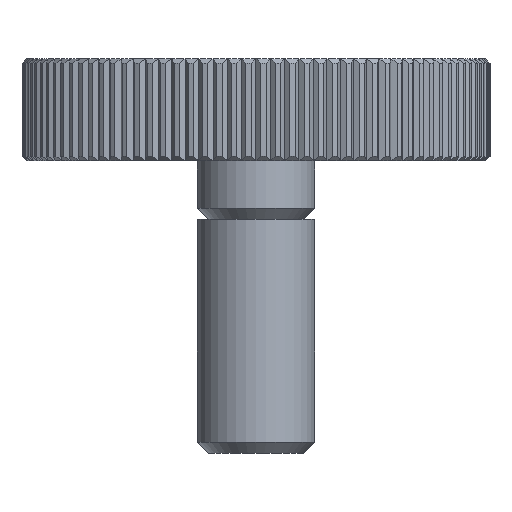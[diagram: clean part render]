
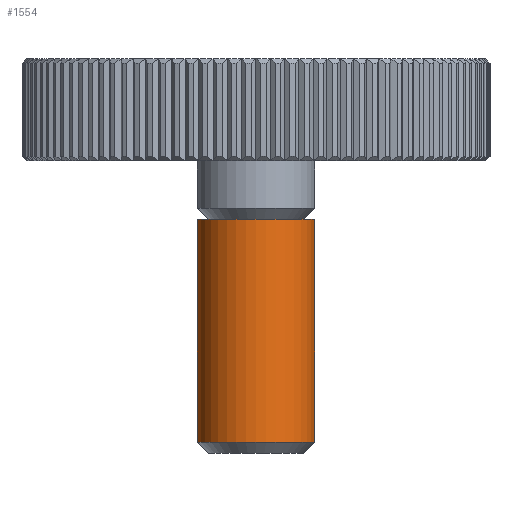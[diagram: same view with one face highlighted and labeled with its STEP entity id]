
A CAD part, left-side view. The second image highlights one B-rep face of the part: STEP entity #1554.
In plain terms, the highlighted cylindrical face has radius 2 mm (diameter 4 mm), a partial arc.
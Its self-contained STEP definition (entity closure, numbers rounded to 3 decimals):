
#1554=ADVANCED_FACE('',(#3106),#3107,.T.);
#3106=FACE_OUTER_BOUND('',#4651,.T.);
#3107=CYLINDRICAL_SURFACE('',#4652,2.0);
#4651=EDGE_LOOP('',(#8927,#8928,#8929,#8930));
#4652=AXIS2_PLACEMENT_3D('',#8931,#8932,#8933);
#8927=ORIENTED_EDGE('',*,*,#8954,.T.);
#8928=ORIENTED_EDGE('',*,*,#10576,.F.);
#8929=ORIENTED_EDGE('',*,*,#8956,.T.);
#8930=ORIENTED_EDGE('',*,*,#10574,.T.);
#8931=CARTESIAN_POINT('',(0.,0.0,4.189));
#8932=DIRECTION('',(0.,0.0,-1.0));
#8933=DIRECTION('',(0.0,1.0,0.0));
#8954=EDGE_CURVE('',#10590,#10581,#10591,.T.);
#8956=EDGE_CURVE('',#10584,#10592,#10594,.T.);
#10574=EDGE_CURVE('',#10592,#10590,#12818,.T.);
#10576=EDGE_CURVE('',#10584,#10581,#12820,.T.);
#10581=VERTEX_POINT('',#12825);
#10584=VERTEX_POINT('',#12829);
#10590=VERTEX_POINT('',#12836);
#10591=LINE('',#12837,#12838);
#10592=VERTEX_POINT('',#12839);
#10594=LINE('',#12841,#12842);
#12818=CIRCLE('',#18970,2.0);
#12820=CIRCLE('',#18972,2.0);
#12825=CARTESIAN_POINT('',(0.,2.0,0.379));
#12829=CARTESIAN_POINT('',(0.,-2.0,0.379));
#12836=CARTESIAN_POINT('',(0.,2.0,8.0));
#12837=CARTESIAN_POINT('',(0.,2.0,4.189));
#12838=VECTOR('',#18984,1.0);
#12839=CARTESIAN_POINT('',(0.,-2.0,8.0));
#12841=CARTESIAN_POINT('',(0.,-2.0,4.189));
#12842=VECTOR('',#18988,1.0);
#18970=AXIS2_PLACEMENT_3D('',#20511,#20512,#20513);
#18972=AXIS2_PLACEMENT_3D('',#20514,#20515,#20516);
#18984=DIRECTION('',(0.,0.0,-1.0));
#18988=DIRECTION('',(0.,-0.0,1.0));
#20511=CARTESIAN_POINT('',(0.,0.0,8.0));
#20512=DIRECTION('',(0.,0.0,-1.0));
#20513=DIRECTION('',(0.0,1.0,0.0));
#20514=CARTESIAN_POINT('',(0.,0.0,0.379));
#20515=DIRECTION('',(0.,0.0,-1.0));
#20516=DIRECTION('',(0.0,1.0,0.0));
